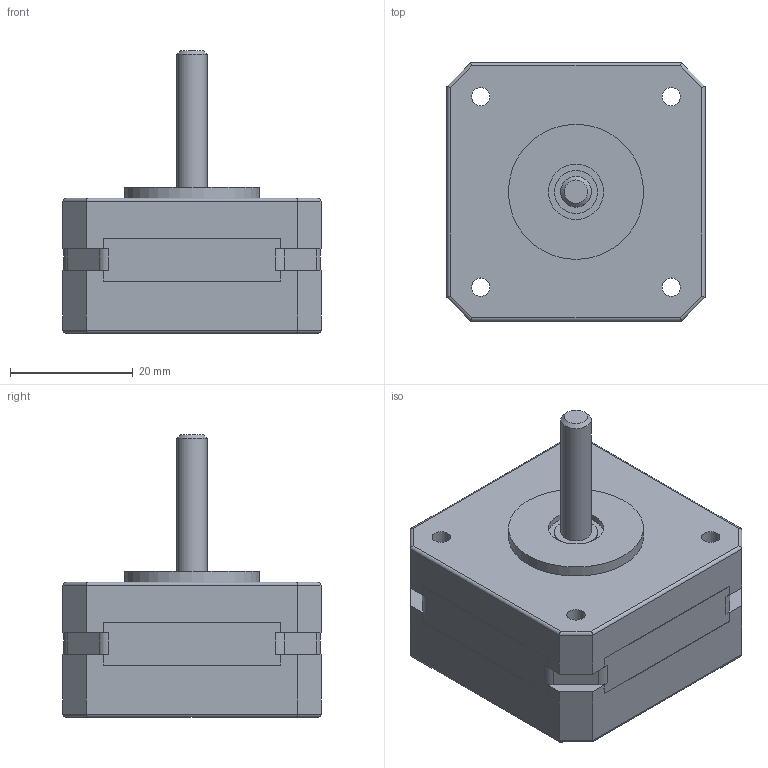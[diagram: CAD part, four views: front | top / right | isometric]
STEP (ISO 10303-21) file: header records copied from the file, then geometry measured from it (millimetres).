
FILE_DESCRIPTION(/* description */ (''),/* implementation_level */ '2;1');
FILE_NAME(/* name */ 'motor.stp',/* time_stamp */ '2020-11-19T20:25:34+03:00',/* author */ ('Max'),/* organization */ (''),/* preprocessor_version */ 'ST-DEVELOPER v16.5',/* originating_system */ 'Autodesk Inventor 2017',/* authorisation */ '');
FILE_SCHEMA (('AUTOMOTIVE_DESIGN { 1 0 10303 214 3 1 1 }'));
Length unit declared in the file: millimetre
Products named in the file (1): Мотор
Bounding box: 42 x 42 x 46 mm (x, y, z)
Volume: 37973.2 mm3; surface area: 8480.7 mm2
Topology: 1 solids, 1 shells, 114 faces, 281 edges, 180 vertices
Faces by surface type: plane 69, cylinder 39, torus 5, cone 1
Full cylindrical faces by diameter (mm): 3 x4, 5 x2, 6 x4, 7 x2, 9 x2, 22 x1
Entity records: 3304 total; most frequent: DIRECTION 558, CARTESIAN_POINT 555, ORIENTED_EDGE 520, EDGE_CURVE 260, LINE 192, VECTOR 192, AXIS2_PLACEMENT_3D 183, VERTEX_POINT 180
